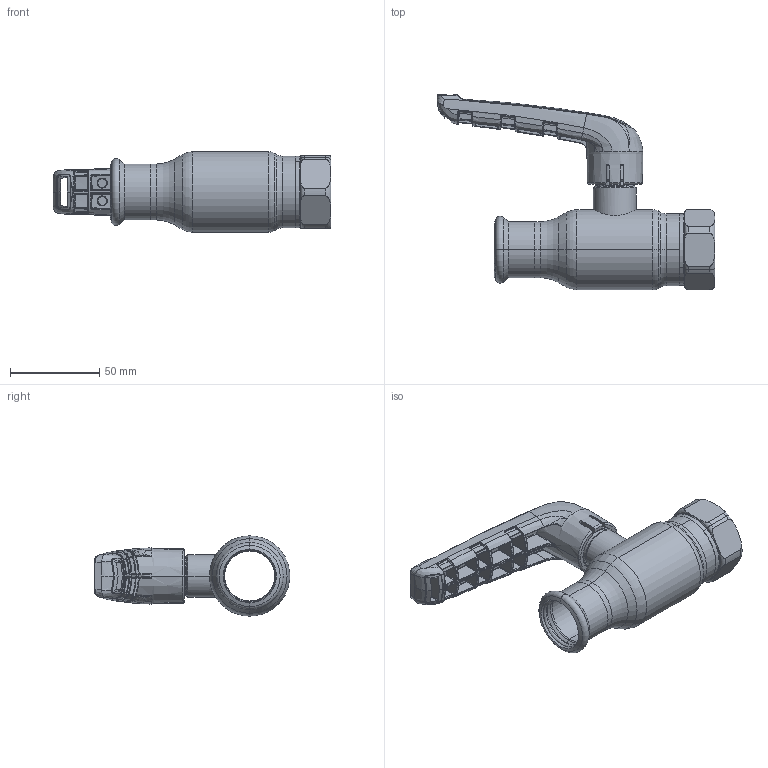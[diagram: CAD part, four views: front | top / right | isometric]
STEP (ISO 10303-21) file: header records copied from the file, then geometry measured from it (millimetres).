
FILE_DESCRIPTION (( 'STEP AP214' ), '1' );
FILE_NAME ('XPR11000 DN25 G1 x 28.step', '2018-09-10T11:37:40', ( '' ), ( '' ), 'SwSTEP 2.0', 'SolidWorks 2017', '' );
FILE_SCHEMA (( 'AUTOMOTIVE_DESIGN' ));
Length unit declared in the file: millimetre
Products named in the file (1): XPR11000 DN25 G1 x 28
Bounding box: 155.57 x 109.61 x 45 mm (x, y, z)
Surface area: 41252.1 mm2 (no closed solid volume)
Topology: 0 solids, 8 shells, 802 faces, 2533 edges, 1643 vertices
Faces by surface type: bspline 629, plane 59, cylinder 43, torus 32, cone 27, sphere 12
Entity records: 62310 total; most frequent: CARTESIAN_POINT 37117, ORIENTED_EDGE 4247, EDGE_CURVE 2519, B_SPLINE_CURVE_WITH_KNOTS 1763, DIRECTION 1697, VERTEX_POINT 1637, EDGE_LOOP 822, UNCERTAINTY_MEASURE_WITH_UNIT 804
